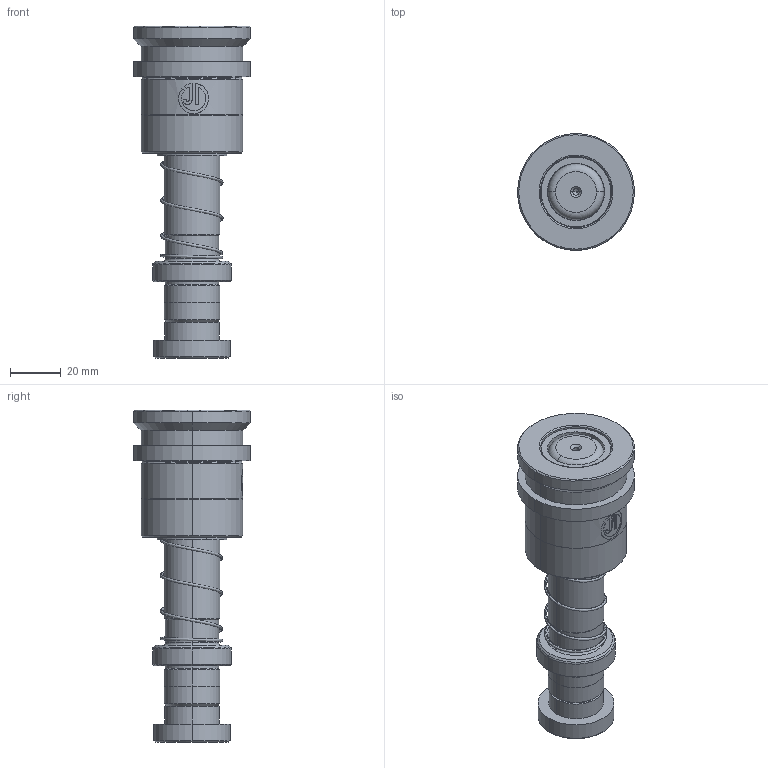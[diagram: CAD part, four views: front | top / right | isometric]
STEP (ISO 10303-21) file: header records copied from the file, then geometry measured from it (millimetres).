
FILE_DESCRIPTION (( 'STEP AP214' ), '1' );
FILE_NAME ('HTSH(HTJH)-D22-L100(BL-50).STEP', '2021-09-02T02:15:33', ( '' ), ( '' ), 'SwSTEP 2.0', 'SolidWorks 2016', '' );
FILE_SCHEMA (( 'AUTOMOTIVE_DESIGN' ));
Length unit declared in the file: millimetre
Products named in the file (195): BALL-D3; TRP-D22-L100; DRP蹟簽D22; HWP-D24.5-d22.5-L40; HTSH(HTJH)-D22-L100(BL-50); BSH-D27.5-22.5-L50郪蚾; TRB22-30-20; BSH-27.5-22.5-L50
Assembly tree (189 placements, depth 3):
  BALL-D3
  BALL-D3
  BALL-D3
  BALL-D3
  BALL-D3
Bounding box: 46 x 46 x 130.56 mm (x, y, z)
Volume: 96309.9 mm3; surface area: 44509 mm2
Topology: 185 solids, 185 shells, 854 faces, 3579 edges, 2374 vertices
Faces by surface type: sphere 720, cylinder 46, cone 34, plane 26, torus 14, bspline 14
Entity records: 37267 total; most frequent: CARTESIAN_POINT 21112, ORIENTED_EDGE 2820, DIRECTION 2480, EDGE_CURVE 1410, AXIS2_PLACEMENT_3D 1187, VERTEX_POINT 922, EDGE_LOOP 858, B_SPLINE_CURVE_WITH_KNOTS 797
